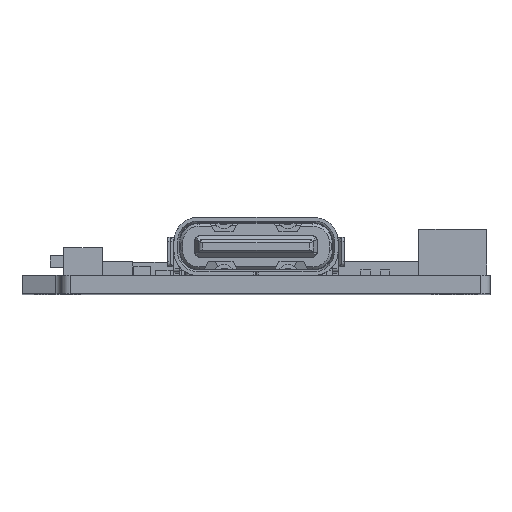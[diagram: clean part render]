
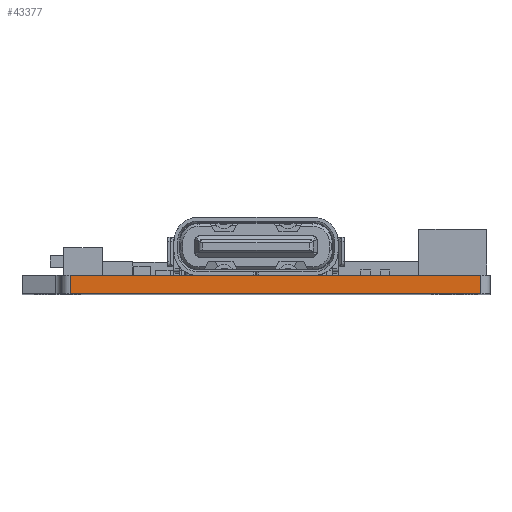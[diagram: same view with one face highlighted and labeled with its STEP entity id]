
A CAD part, top view. The second image highlights one B-rep face of the part: STEP entity #43377.
In plain terms, the highlighted planar face has unit normal (0, 0, 1).
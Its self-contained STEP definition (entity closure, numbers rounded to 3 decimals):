
#41739 = VERTEX_POINT('',#41740);
#41740 = CARTESIAN_POINT('',(-10.112,0.,8.182));
#41747 = EDGE_CURVE('',#41739,#41748,#41750,.T.);
#41748 = VERTEX_POINT('',#41749);
#41749 = CARTESIAN_POINT('',(12.25,0.,8.182));
#41750 = LINE('',#41751,#41752);
#41751 = CARTESIAN_POINT('',(-10.112,0.,8.182));
#41752 = VECTOR('',#41753,1.);
#41753 = DIRECTION('',(1.,0.,0.));
#43350 = EDGE_CURVE('',#43351,#41748,#43353,.T.);
#43351 = VERTEX_POINT('',#43352);
#43352 = CARTESIAN_POINT('',(12.25,-1.,8.182));
#43353 = LINE('',#43354,#43355);
#43354 = CARTESIAN_POINT('',(12.25,-1.,8.182));
#43355 = VECTOR('',#43356,1.);
#43356 = DIRECTION('',(0.,1.,0.));
#43377 = ADVANCED_FACE('',(#43378),#43396,.T.);
#43378 = FACE_BOUND('',#43379,.T.);
#43379 = EDGE_LOOP('',(#43380,#43381,#43389,#43395));
#43380 = ORIENTED_EDGE('',*,*,#41747,.F.);
#43381 = ORIENTED_EDGE('',*,*,#43382,.F.);
#43382 = EDGE_CURVE('',#43383,#41739,#43385,.T.);
#43383 = VERTEX_POINT('',#43384);
#43384 = CARTESIAN_POINT('',(-10.112,-1.,8.182));
#43385 = LINE('',#43386,#43387);
#43386 = CARTESIAN_POINT('',(-10.112,-1.,8.182));
#43387 = VECTOR('',#43388,1.);
#43388 = DIRECTION('',(0.,1.,0.));
#43389 = ORIENTED_EDGE('',*,*,#43390,.T.);
#43390 = EDGE_CURVE('',#43383,#43351,#43391,.T.);
#43391 = LINE('',#43392,#43393);
#43392 = CARTESIAN_POINT('',(-10.112,-1.,8.182));
#43393 = VECTOR('',#43394,1.);
#43394 = DIRECTION('',(1.,0.,0.));
#43395 = ORIENTED_EDGE('',*,*,#43350,.T.);
#43396 = PLANE('',#43397);
#43397 = AXIS2_PLACEMENT_3D('',#43398,#43399,#43400);
#43398 = CARTESIAN_POINT('',(-10.112,-1.,8.182));
#43399 = DIRECTION('',(0.,-0.,1.));
#43400 = DIRECTION('',(1.,0.,0.));
